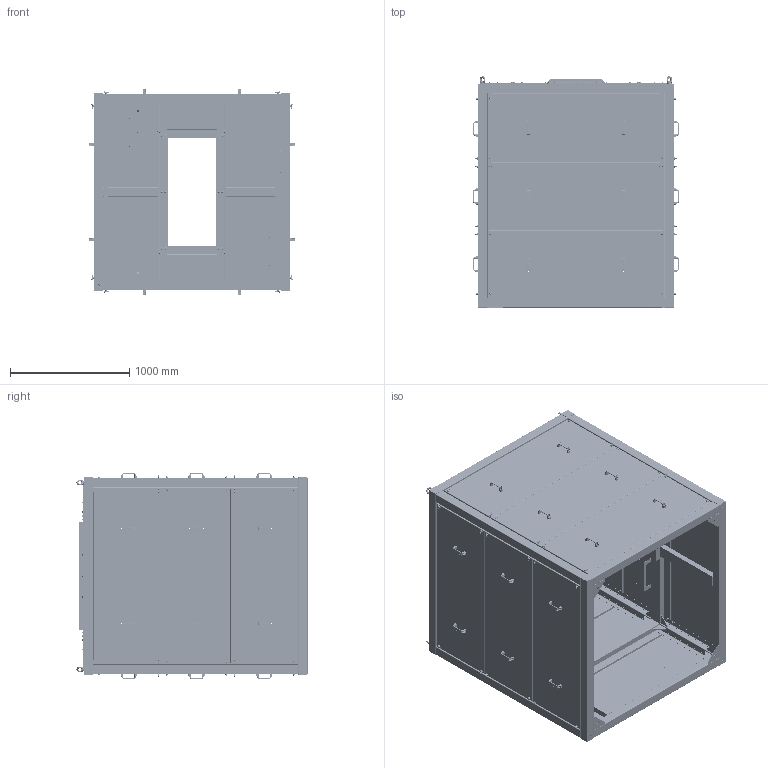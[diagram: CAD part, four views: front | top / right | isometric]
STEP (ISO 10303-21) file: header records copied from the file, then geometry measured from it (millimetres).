
FILE_DESCRIPTION (( 'STEP AP203' ), '1' );
FILE_NAME ('Âåñû áåç ïàíåëè.STEP', '2025-11-28T08:26:41', ( 'User' ), ( '' ), 'SwSTEP 2.0', 'SolidWorks 2023', '' );
FILE_SCHEMA (( 'CONFIG_CONTROL_DESIGN' ));
Length unit declared in the file: millimetre
Products named in the file (61): Болт М8х20 ГОСТ 7798-70; ВБ500-00.02.01.104; ВБ500-00.00.00.115; Гайка барашек М8Х1.25; ВБ500-00.02.01.120_2300; ВБ500-00.02.01.117_558; Гайка М8 ГОСТ 5915-70_3; ВБ500-00.02.01.105; ВБ500-00.00.00.113; ВБ500-00.10.02.000; ВБ500-00.02.01.121; Рым гайка  М16; ВБ500-00.02.02.100; ВБ500-00.02.01.115_1490; Болт М10х100 ГОСТ 7798; Болт М16х35 ГОСТ7798-70; ВБ500-00.10.02.100; ВБ500-00.00.00.116_3; ВБ500-00.02.01.119; ВБ500-00.10.02.101; Ручка №45 145-122; ВБ500-00.02.01.111; Шайба 12 ГОСТ 11371-78_Шайба 12.01.016 ГОСТ 11371-78; ВБ500-00.02.01.102; ВБ500-00.02.01.118; Шайба 8 ГОСТ 6958-78; ВБ500-00.00.00.120 ДБ3; ОШ-00.01.00.106; ВБ500-00.11.01.100_ВБ500-00.11.01.100; ВБ500-00.02.01.101; Зеркально отразитьВБ500-00.02.01.118; ВБ500-00.02.01.122; ОШ-00.01.00.107; Шайба 12 ГОСТ6402; ВБ500-00.02.01.100; Болт М8х35 ГОСТ 7798-70; Шайба 16 ГОСТ11371-78; Заглушка 80х80; Шайба 10 ГОСТ6402; Шайба 8 ГОСТ6402_3 ...
Assembly tree (473 placements, depth 5):
  Весы без панели
    ВБ500-00.00.00.000 ДБ3-2ПП(2)
      ВБ500-00.02.01.000
        ВБ500-00.02.02.000  x2
          ВБ500-00.02.01.117_558
          ВБ500-00.02.02.100
          Гайка M10 ГОСТ5915
        ВБ500-00.02.01.100  x4
        ВБ500-00.02.01.101  x4
        ВБ500-00.02.01.102  x2
        ВБ500-00.02.01.103  x2
        ВБ500-00.02.01.104  x2
        ВБ500-00.02.01.105  x2
        ВБ500-00.02.01.120_2300
        ВБ500-00.02.01.108_2300  x3
        ВБ500-00.02.01.110
        ВБ500-00.02.01.111  x2
        ВБ500-00.02.01.107_2300  x2
        ВБ500-00.02.01.112_2300  x3
        ВБ500-00.02.01.113  x2
        ВБ500-00.02.01.114  x4
        ВБ500-00.02.01.115_1490  x2
        Гайка M10 ГОСТ5915  x28
        ВБ500-00.02.01.116  x2
        ВБ500-00.02.01.118  x4
        Зеркально отразитьВБ500-00.02.01.118  x4
        ВБ500-00.02.01.119  x4
        Болт М8х35 ГОСТ 7798-70  x48
        Гайка М8 ГОСТ 5915-70_3  x8
        ВБ500-00.02.01.121  x22
        ВБ500-00.02.01.122  x4
        ОШ-00.01.00.106  x4
      ВБ500-00.11.01.000  x2
        ВБ500-00.00.00.115
        Гайка М8 ГОСТ 5915-70_3
      ВБ500-00.10.02.000
        ВБ500-00.10.02.100  x2
        ВБ500-00.10.02.101  x2
      Болт М12х55 ГОСТ 7798-70_Болт М12-6gх55.58.016 ГОСТ 7798-70
      Шайба 12 ГОСТ6402
      Шайба 12 ГОСТ 11371-78_Шайба 12.01.016 ГОСТ 11371-78
      Рым гайка  М16  x4
      ВБ500-00.00.00.113  x2
      БолтМ10х35 ГОСТ7796  x15
      Шайба 10 ГОСТ11371  x31
      Шайба 10 ГОСТ6402  x15
      Болт М10х100 ГОСТ 7798  x16
      ВБ500-00.11.01.100_ВБ500-00.11.01.100  x11
      ВБ500-00.00.00.116_3  x2
      Гайка барашек М8Х1.25  x48
      Гайка М8 ГОСТ 5915-70_3
      Шайба 8 ГОСТ 6958-78  x50
      Коробка распаячная 185х135х75
      ВБ500-00.00.00.118
      Болт М8х20 ГОСТ 7798-70  x4
      Шайба 8 ГОСТ6402_3  x18
      Ручка №45 145-122  x24
      Болт M8x30 ГОСТ7796-70_3  x16
      ВБ500-00.00.00.120 ДБ3
      ОШ-00.01.00.107  x2
Bounding box: 1732.55 x 1941.92 x 1732.55 mm (x, y, z)
Volume: 55184237.2 mm3; surface area: 46709092.5 mm2
Topology: 489 solids, 489 shells, 10980 faces, 26398 edges, 16632 vertices
Faces by surface type: plane 5030, cylinder 3718, cone 1806, torus 414, bspline 8, sphere 4
Entity records: 65486 total; most frequent: CARTESIAN_POINT 12522, DIRECTION 8152, ORIENTED_EDGE 6720, EDGE_CURVE 3360, AXIS2_PLACEMENT_3D 3105, VERTEX_POINT 2118, VECTOR 1942, LINE 1942
